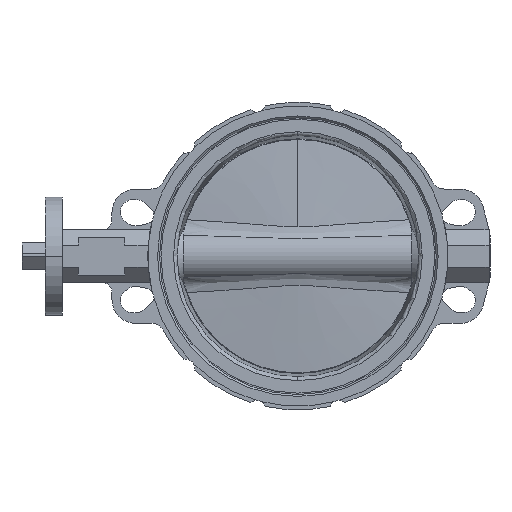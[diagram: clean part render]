
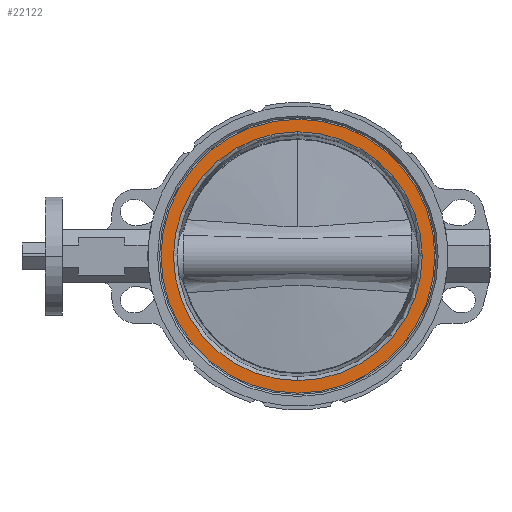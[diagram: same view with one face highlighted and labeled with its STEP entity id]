
A CAD part, left-side view. The second image highlights one B-rep face of the part: STEP entity #22122.
In plain terms, the highlighted planar face has unit normal (-1, 0, 0).
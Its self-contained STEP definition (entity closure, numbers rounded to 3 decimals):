
#39 = CIRCLE ( 'NONE', #898, 131.421 ) ;
#880 = VERTEX_POINT ( 'NONE', #36102 ) ;
#898 = AXIS2_PLACEMENT_3D ( 'NONE', #4032, #25180, #31271 ) ;
#2522 = CIRCLE ( 'NONE', #19412, 144.7 ) ;
#2719 = EDGE_LOOP ( 'NONE', ( #22997, #19288 ) ) ;
#3197 = FACE_BOUND ( 'NONE', #2719, .T. ) ;
#3554 = CARTESIAN_POINT ( 'NONE',  ( -35.9, 0., 144.7 ) ) ;
#3694 = DIRECTION ( 'NONE',  ( 0., 0., -1. ) ) ;
#4032 = CARTESIAN_POINT ( 'NONE',  ( -35.9, 0., 0. ) ) ;
#4227 = EDGE_CURVE ( 'NONE', #31777, #880, #2522, .T. ) ;
#4536 = DIRECTION ( 'NONE',  ( -1., 0., 0. ) ) ;
#4864 = EDGE_CURVE ( 'NONE', #880, #31777, #12907, .T. ) ;
#6171 = CARTESIAN_POINT ( 'NONE',  ( -35.9, 0., 131.421 ) ) ;
#10460 = AXIS2_PLACEMENT_3D ( 'NONE', #22640, #4536, #13015 ) ;
#12907 = CIRCLE ( 'NONE', #35391, 144.7 ) ;
#13015 = DIRECTION ( 'NONE',  ( 0., 0., 1. ) ) ;
#13302 = CARTESIAN_POINT ( 'NONE',  ( -35.9, 0., -131.421 ) ) ;
#13444 = EDGE_CURVE ( 'NONE', #33648, #20511, #39, .T. ) ;
#13513 = CIRCLE ( 'NONE', #22295, 131.421 ) ;
#13756 = ORIENTED_EDGE ( 'NONE', *, *, #4864, .F. ) ;
#16965 = CARTESIAN_POINT ( 'NONE',  ( -35.9, 0., 0. ) ) ;
#17115 = DIRECTION ( 'NONE',  ( 0., 0., -1. ) ) ;
#19288 = ORIENTED_EDGE ( 'NONE', *, *, #13444, .T. ) ;
#19412 = AXIS2_PLACEMENT_3D ( 'NONE', #26311, #26443, #17115 ) ;
#20511 = VERTEX_POINT ( 'NONE', #13302 ) ;
#21924 = CARTESIAN_POINT ( 'NONE',  ( -35.9, 0., 0. ) ) ;
#22122 = ADVANCED_FACE ( 'NONE', ( #35386, #3197 ), #31098, .T. ) ;
#22295 = AXIS2_PLACEMENT_3D ( 'NONE', #21924, #27996, #3694 ) ;
#22640 = CARTESIAN_POINT ( 'NONE',  ( -35.9, 144.7, 0. ) ) ;
#22997 = ORIENTED_EDGE ( 'NONE', *, *, #34701, .T. ) ;
#23260 = EDGE_LOOP ( 'NONE', ( #13756, #32525 ) ) ;
#25180 = DIRECTION ( 'NONE',  ( 1., 0., 0. ) ) ;
#26188 = DIRECTION ( 'NONE',  ( 0., 0., -1. ) ) ;
#26311 = CARTESIAN_POINT ( 'NONE',  ( -35.9, 0., 0. ) ) ;
#26443 = DIRECTION ( 'NONE',  ( 1., 0., 0. ) ) ;
#27996 = DIRECTION ( 'NONE',  ( 1., 0., 0. ) ) ;
#31098 = PLANE ( 'NONE',  #10460 ) ;
#31271 = DIRECTION ( 'NONE',  ( 0., 0., -1. ) ) ;
#31777 = VERTEX_POINT ( 'NONE', #3554 ) ;
#32525 = ORIENTED_EDGE ( 'NONE', *, *, #4227, .F. ) ;
#33648 = VERTEX_POINT ( 'NONE', #6171 ) ;
#34701 = EDGE_CURVE ( 'NONE', #20511, #33648, #13513, .T. ) ;
#35386 = FACE_OUTER_BOUND ( 'NONE', #23260, .T. ) ;
#35391 = AXIS2_PLACEMENT_3D ( 'NONE', #16965, #38122, #26188 ) ;
#36102 = CARTESIAN_POINT ( 'NONE',  ( -35.9, 0., -144.7 ) ) ;
#38122 = DIRECTION ( 'NONE',  ( 1., 0., 0. ) ) ;
